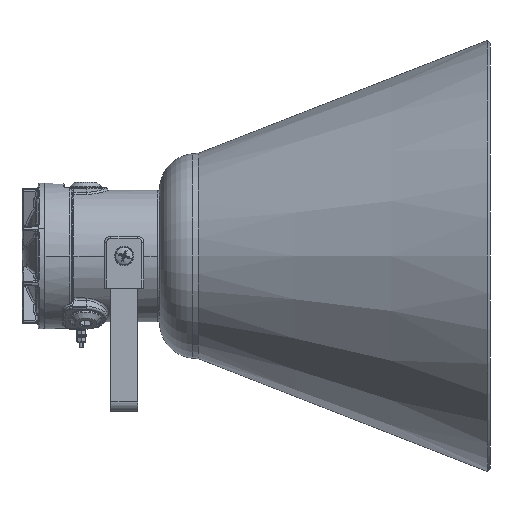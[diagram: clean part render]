
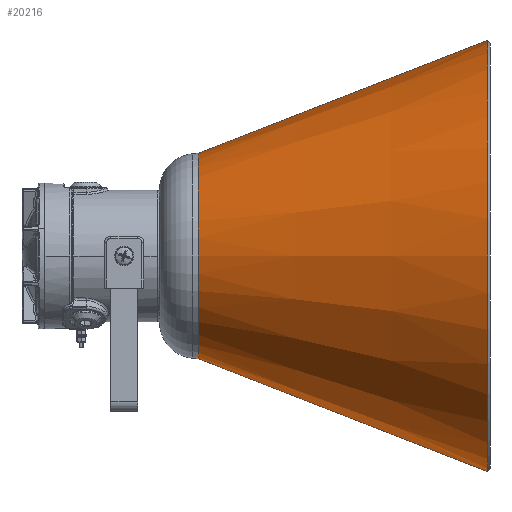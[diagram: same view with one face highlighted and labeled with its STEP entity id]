
A CAD part, front view. The second image highlights one B-rep face of the part: STEP entity #20216.
In plain terms, the highlighted conical face has half-angle 21.32 degrees and reference radius 96.015 mm.
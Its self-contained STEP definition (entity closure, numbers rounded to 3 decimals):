
#1689 = VERTEX_POINT ( 'NONE', #9771 ) ;
#2134 = CARTESIAN_POINT ( 'NONE',  ( -32.151, 0., -96.015 ) ) ;
#2645 = VECTOR ( 'NONE', #13375, 1000. ) ;
#3924 = CONICAL_SURFACE ( 'NONE', #33915, 96.015, 0.372 ) ;
#4757 = CARTESIAN_POINT ( 'NONE',  ( -32.151, 0., 0. ) ) ;
#6232 = VERTEX_POINT ( 'NONE', #22469 ) ;
#8167 = ORIENTED_EDGE ( 'NONE', *, *, #26297, .T. ) ;
#9771 = CARTESIAN_POINT ( 'NONE',  ( -302.706, 0., -201.607 ) ) ;
#10330 = AXIS2_PLACEMENT_3D ( 'NONE', #27197, #16498, #15773 ) ;
#11600 = ORIENTED_EDGE ( 'NONE', *, *, #13700, .F. ) ;
#11743 = DIRECTION ( 'NONE',  ( -1., 0., 0. ) ) ;
#12010 = DIRECTION ( 'NONE',  ( 1., 0., 0. ) ) ;
#12154 = VERTEX_POINT ( 'NONE', #21015 ) ;
#13375 = DIRECTION ( 'NONE',  ( -0.932, 0., -0.364 ) ) ;
#13700 = EDGE_CURVE ( 'NONE', #6232, #13966, #23340, .T. ) ;
#13966 = VERTEX_POINT ( 'NONE', #26497 ) ;
#15208 = ORIENTED_EDGE ( 'NONE', *, *, #15918, .T. ) ;
#15511 = ORIENTED_EDGE ( 'NONE', *, *, #22994, .F. ) ;
#15676 = AXIS2_PLACEMENT_3D ( 'NONE', #4757, #12010, #26898 ) ;
#15773 = DIRECTION ( 'NONE',  ( 0., 0., -1. ) ) ;
#15918 = EDGE_CURVE ( 'NONE', #6232, #12154, #18161, .T. ) ;
#16498 = DIRECTION ( 'NONE',  ( 1., 0., 0. ) ) ;
#18161 = LINE ( 'NONE', #29408, #27500 ) ;
#19652 = LINE ( 'NONE', #2134, #2645 ) ;
#20216 = ADVANCED_FACE ( 'NONE', ( #33666 ), #3924, .T. ) ;
#20344 = CIRCLE ( 'NONE', #10330, 201.607 ) ;
#21015 = CARTESIAN_POINT ( 'NONE',  ( -302.706, 0., 201.607 ) ) ;
#22469 = CARTESIAN_POINT ( 'NONE',  ( -32.151, 0., 96.015 ) ) ;
#22994 = EDGE_CURVE ( 'NONE', #13966, #1689, #19652, .T. ) ;
#23340 = CIRCLE ( 'NONE', #15676, 96.015 ) ;
#24051 = DIRECTION ( 'NONE',  ( -0.932, 0., 0.364 ) ) ;
#25053 = CARTESIAN_POINT ( 'NONE',  ( -32.151, 0., 0. ) ) ;
#26090 = EDGE_LOOP ( 'NONE', ( #15511, #11600, #15208, #8167 ) ) ;
#26297 = EDGE_CURVE ( 'NONE', #12154, #1689, #20344, .T. ) ;
#26497 = CARTESIAN_POINT ( 'NONE',  ( -32.151, 0., -96.015 ) ) ;
#26898 = DIRECTION ( 'NONE',  ( 0., 0., -1. ) ) ;
#27197 = CARTESIAN_POINT ( 'NONE',  ( -302.706, 0., 0. ) ) ;
#27500 = VECTOR ( 'NONE', #24051, 1000. ) ;
#29408 = CARTESIAN_POINT ( 'NONE',  ( -32.151, 0., 96.015 ) ) ;
#33666 = FACE_OUTER_BOUND ( 'NONE', #26090, .T. ) ;
#33915 = AXIS2_PLACEMENT_3D ( 'NONE', #25053, #11743, #34041 ) ;
#34041 = DIRECTION ( 'NONE',  ( 0., 0., 1. ) ) ;
